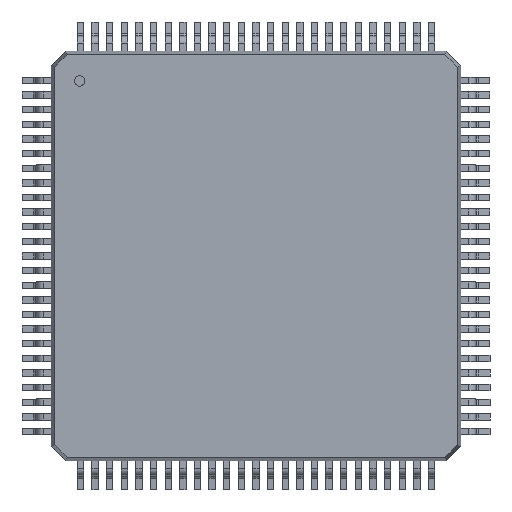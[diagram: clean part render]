
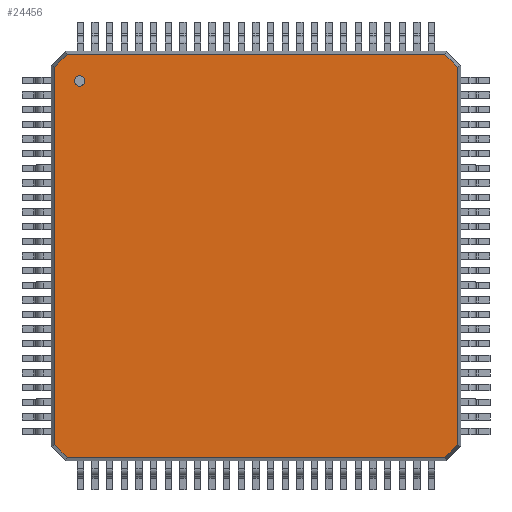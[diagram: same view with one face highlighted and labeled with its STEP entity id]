
A CAD part, top view. The second image highlights one B-rep face of the part: STEP entity #24456.
In plain terms, the highlighted planar face has unit normal (0, 0, 1).
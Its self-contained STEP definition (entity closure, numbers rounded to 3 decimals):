
#114=FACE_BOUND('',#2700,.T.);
#141=PLANE('',#26000);
#1271=FACE_OUTER_BOUND('',#2699,.T.);
#2699=EDGE_LOOP('',(#16819,#16820,#16821,#16822,#16823,#16824,#16825,#16826));
#2700=EDGE_LOOP('',(#16827));
#4143=LINE('',#35613,#7000);
#4146=LINE('',#35618,#7003);
#4148=LINE('',#35622,#7005);
#4150=LINE('',#35626,#7007);
#4152=LINE('',#35630,#7009);
#4154=LINE('',#35634,#7011);
#4156=LINE('',#35638,#7013);
#4157=LINE('',#35640,#7014);
#7000=VECTOR('',#28289,1000.);
#7003=VECTOR('',#28294,1000.);
#7005=VECTOR('',#28298,1000.);
#7007=VECTOR('',#28302,1000.);
#7009=VECTOR('',#28306,1000.);
#7011=VECTOR('',#28310,1000.);
#7013=VECTOR('',#28314,1000.);
#7014=VECTOR('',#28317,1000.);
#9815=CIRCLE('',#25972,0.178);
#10617=VERTEX_POINT('',#35522);
#10643=VERTEX_POINT('',#35610);
#10644=VERTEX_POINT('',#35612);
#10645=VERTEX_POINT('',#35616);
#10646=VERTEX_POINT('',#35620);
#10647=VERTEX_POINT('',#35624);
#10648=VERTEX_POINT('',#35628);
#10649=VERTEX_POINT('',#35632);
#10650=VERTEX_POINT('',#35636);
#13051=EDGE_CURVE('',#10617,#10617,#9815,.T.);
#13095=EDGE_CURVE('',#10644,#10643,#4143,.T.);
#13098=EDGE_CURVE('',#10643,#10645,#4146,.T.);
#13100=EDGE_CURVE('',#10645,#10646,#4148,.T.);
#13102=EDGE_CURVE('',#10646,#10647,#4150,.T.);
#13104=EDGE_CURVE('',#10647,#10648,#4152,.T.);
#13106=EDGE_CURVE('',#10648,#10649,#4154,.T.);
#13108=EDGE_CURVE('',#10649,#10650,#4156,.T.);
#13109=EDGE_CURVE('',#10650,#10644,#4157,.T.);
#16819=ORIENTED_EDGE('',*,*,#13095,.T.);
#16820=ORIENTED_EDGE('',*,*,#13098,.T.);
#16821=ORIENTED_EDGE('',*,*,#13100,.T.);
#16822=ORIENTED_EDGE('',*,*,#13102,.T.);
#16823=ORIENTED_EDGE('',*,*,#13104,.T.);
#16824=ORIENTED_EDGE('',*,*,#13106,.T.);
#16825=ORIENTED_EDGE('',*,*,#13108,.T.);
#16826=ORIENTED_EDGE('',*,*,#13109,.T.);
#16827=ORIENTED_EDGE('',*,*,#13051,.T.);
#24456=ADVANCED_FACE('',(#1271,#114),#141,.T.);
#25972=AXIS2_PLACEMENT_3D('',#35523,#28205,#28206);
#26000=AXIS2_PLACEMENT_3D('',#35641,#28318,#28319);
#28205=DIRECTION('center_axis',(0.,0.,
-1.));
#28206=DIRECTION('ref_axis',(-1.,0.,0.));
#28289=DIRECTION('',(0.707,-0.707,0.));
#28294=DIRECTION('',(1.,0.,0.));
#28298=DIRECTION('',(0.707,0.707,0.));
#28302=DIRECTION('',(0.,1.,0.));
#28306=DIRECTION('',(-0.707,0.707,0.));
#28310=DIRECTION('',(-1.,0.,0.));
#28314=DIRECTION('',(-0.707,-0.707,0.));
#28317=DIRECTION('',(0.,-1.,0.));
#28318=DIRECTION('center_axis',(0.,0.,
1.));
#28319=DIRECTION('ref_axis',(-1.,0.,0.));
#35522=CARTESIAN_POINT('',(-5.849,5.981,1.6));
#35523=CARTESIAN_POINT('Origin',(-6.027,5.981,1.6));
#35610=CARTESIAN_POINT('',(-6.45,-6.885,1.6));
#35612=CARTESIAN_POINT('',(-6.882,-6.453,1.6));
#35613=CARTESIAN_POINT('',(-6.916,-6.419,1.6));
#35616=CARTESIAN_POINT('',(6.455,-6.885,1.6));
#35618=CARTESIAN_POINT('',(-6.497,-6.885,1.6));
#35620=CARTESIAN_POINT('',(6.888,-6.453,1.6));
#35622=CARTESIAN_POINT('',(6.421,-6.919,1.6));
#35624=CARTESIAN_POINT('',(6.888,6.452,1.6));
#35626=CARTESIAN_POINT('',(6.888,-6.5,1.6));
#35628=CARTESIAN_POINT('',(6.455,6.885,1.6));
#35630=CARTESIAN_POINT('',(6.921,6.418,1.6));
#35632=CARTESIAN_POINT('',(-6.45,6.885,1.6));
#35634=CARTESIAN_POINT('',(6.503,6.885,1.6));
#35636=CARTESIAN_POINT('',(-6.882,6.452,1.6));
#35638=CARTESIAN_POINT('',(-6.416,6.918,1.6));
#35640=CARTESIAN_POINT('',(-6.882,6.5,1.6));
#35641=CARTESIAN_POINT('Origin',(0.003,0.,
1.6));
